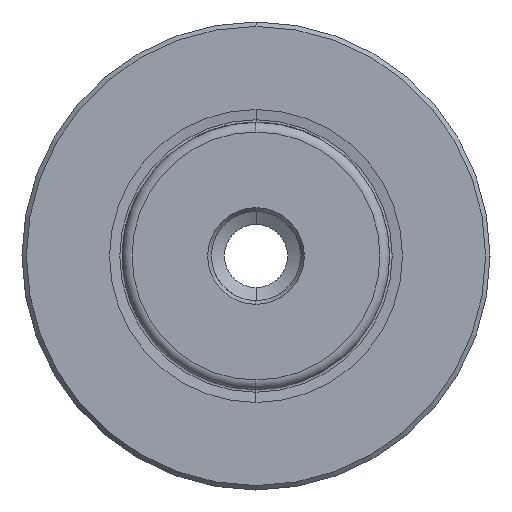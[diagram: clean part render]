
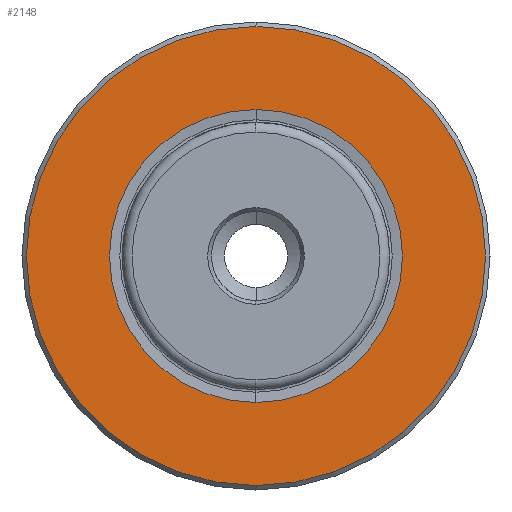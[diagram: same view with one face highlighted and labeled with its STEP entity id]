
A CAD part, left-side view. The second image highlights one B-rep face of the part: STEP entity #2148.
In plain terms, the highlighted planar face has unit normal (-1, 0, 0).
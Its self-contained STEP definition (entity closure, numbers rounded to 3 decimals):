
#68 = CIRCLE ( 'NONE', #3279, 19.715 ) ;
#172 = EDGE_CURVE ( 'NONE', #3594, #1431, #3275, .T. ) ;
#418 = CARTESIAN_POINT ( 'NONE',  ( 0., 0., 30.9 ) ) ;
#440 = FACE_OUTER_BOUND ( 'NONE', #3446, .T. ) ;
#463 = CARTESIAN_POINT ( 'NONE',  ( 0., 19.715, 0. ) ) ;
#467 = DIRECTION ( 'NONE',  ( 0., 0., 1. ) ) ;
#474 = PLANE ( 'NONE',  #3748 ) ;
#527 = DIRECTION ( 'NONE',  ( 1., 0., 0. ) ) ;
#528 = DIRECTION ( 'NONE',  ( 0., 0., -1. ) ) ;
#819 = ORIENTED_EDGE ( 'NONE', *, *, #3618, .F. ) ;
#866 = VERTEX_POINT ( 'NONE', #1947 ) ;
#1060 = CIRCLE ( 'NONE', #2256, 19.715 ) ;
#1235 = CARTESIAN_POINT ( 'NONE',  ( 0., 0., -30.9 ) ) ;
#1237 = ORIENTED_EDGE ( 'NONE', *, *, #172, .T. ) ;
#1322 = FACE_BOUND ( 'NONE', #3533, .T. ) ;
#1431 = VERTEX_POINT ( 'NONE', #1235 ) ;
#1654 = EDGE_CURVE ( 'NONE', #1431, #3594, #2117, .T. ) ;
#1665 = DIRECTION ( 'NONE',  ( 0., 0., 1. ) ) ;
#1672 = DIRECTION ( 'NONE',  ( -1., 0., 0. ) ) ;
#1708 = CARTESIAN_POINT ( 'NONE',  ( 0., 0., 0. ) ) ;
#1867 = ORIENTED_EDGE ( 'NONE', *, *, #1654, .T. ) ;
#1903 = ORIENTED_EDGE ( 'NONE', *, *, #2081, .F. ) ;
#1947 = CARTESIAN_POINT ( 'NONE',  ( 0., 0., 19.715 ) ) ;
#2081 = EDGE_CURVE ( 'NONE', #866, #3540, #68, .T. ) ;
#2099 = AXIS2_PLACEMENT_3D ( 'NONE', #3153, #3139, #3132 ) ;
#2117 = CIRCLE ( 'NONE', #2533, 30.9 ) ;
#2148 = ADVANCED_FACE ( 'NONE', ( #1322, #440 ), #474, .F. ) ;
#2256 = AXIS2_PLACEMENT_3D ( 'NONE', #1708, #1672, #1665 ) ;
#2533 = AXIS2_PLACEMENT_3D ( 'NONE', #2627, #2628, #2630 ) ;
#2627 = CARTESIAN_POINT ( 'NONE',  ( 0., 0., 0. ) ) ;
#2628 = DIRECTION ( 'NONE',  ( -1., 0., 0. ) ) ;
#2630 = DIRECTION ( 'NONE',  ( 0., 0., 1. ) ) ;
#2644 = CARTESIAN_POINT ( 'NONE',  ( 0., 0., -19.715 ) ) ;
#3132 = DIRECTION ( 'NONE',  ( 0., 0., 1. ) ) ;
#3139 = DIRECTION ( 'NONE',  ( -1., 0., 0. ) ) ;
#3153 = CARTESIAN_POINT ( 'NONE',  ( 0., 0., 0. ) ) ;
#3275 = CIRCLE ( 'NONE', #2099, 30.9 ) ;
#3279 = AXIS2_PLACEMENT_3D ( 'NONE', #3814, #3815, #467 ) ;
#3446 = EDGE_LOOP ( 'NONE', ( #1867, #1237 ) ) ;
#3533 = EDGE_LOOP ( 'NONE', ( #1903, #819 ) ) ;
#3540 = VERTEX_POINT ( 'NONE', #2644 ) ;
#3594 = VERTEX_POINT ( 'NONE', #418 ) ;
#3618 = EDGE_CURVE ( 'NONE', #3540, #866, #1060, .T. ) ;
#3748 = AXIS2_PLACEMENT_3D ( 'NONE', #463, #527, #528 ) ;
#3814 = CARTESIAN_POINT ( 'NONE',  ( 0., 0., 0. ) ) ;
#3815 = DIRECTION ( 'NONE',  ( -1., 0., 0. ) ) ;
